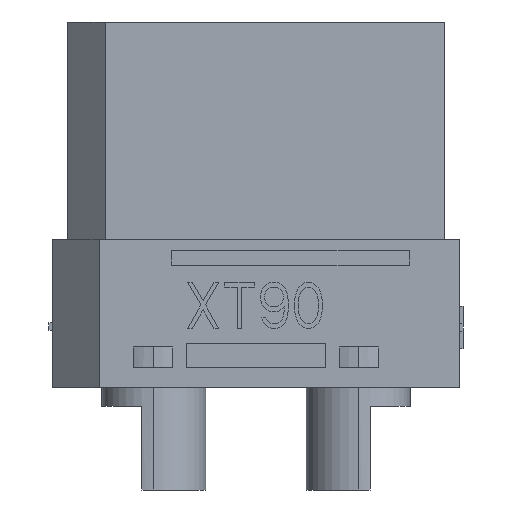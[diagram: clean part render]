
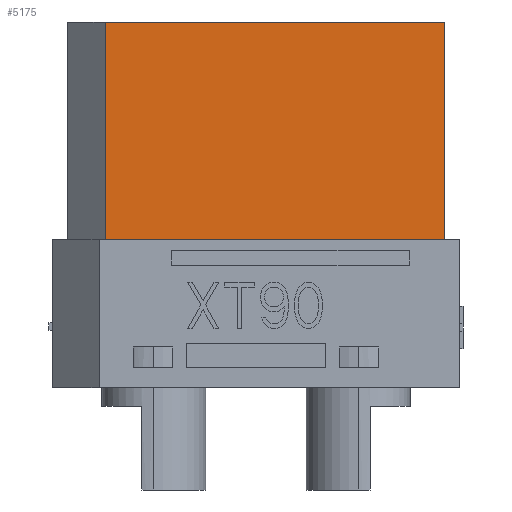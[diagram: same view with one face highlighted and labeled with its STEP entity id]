
A CAD part, left-side view. The second image highlights one B-rep face of the part: STEP entity #5175.
In plain terms, the highlighted planar face has unit normal (-1, 0, 0).
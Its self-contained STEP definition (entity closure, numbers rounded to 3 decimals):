
#31 = EDGE_CURVE ( 'NONE', #3299, #2326, #7794, .T. ) ;
#64 = VERTEX_POINT ( 'NONE', #721 ) ;
#120 = DIRECTION ( 'NONE',  ( 0., -1., 0. ) ) ;
#206 = ORIENTED_EDGE ( 'NONE', *, *, #1379, .F. ) ;
#368 = ORIENTED_EDGE ( 'NONE', *, *, #31, .F. ) ;
#721 = CARTESIAN_POINT ( 'NONE',  ( -4.2, -10.15, 19.7 ) ) ;
#744 = VECTOR ( 'NONE', #120, 1000. ) ;
#1105 = LINE ( 'NONE', #3115, #2796 ) ;
#1332 = EDGE_CURVE ( 'NONE', #2326, #64, #8443, .T. ) ;
#1379 = EDGE_CURVE ( 'NONE', #64, #2379, #2615, .T. ) ;
#2014 = DIRECTION ( 'NONE',  ( 0., 0., 1. ) ) ;
#2069 = EDGE_CURVE ( 'NONE', #2379, #3299, #1105, .T. ) ;
#2303 = DIRECTION ( 'NONE',  ( 0., 0., -1. ) ) ;
#2326 = VERTEX_POINT ( 'NONE', #3009 ) ;
#2353 = ORIENTED_EDGE ( 'NONE', *, *, #1332, .F. ) ;
#2379 = VERTEX_POINT ( 'NONE', #8254 ) ;
#2434 = FACE_OUTER_BOUND ( 'NONE', #5056, .T. ) ;
#2456 = ORIENTED_EDGE ( 'NONE', *, *, #2069, .F. ) ;
#2571 = CARTESIAN_POINT ( 'NONE',  ( -4.2, -10.15, 19.7 ) ) ;
#2615 = LINE ( 'NONE', #4009, #4146 ) ;
#2796 = VECTOR ( 'NONE', #3716, 1000. ) ;
#3009 = CARTESIAN_POINT ( 'NONE',  ( -4.2, 8.119, 19.7 ) ) ;
#3115 = CARTESIAN_POINT ( 'NONE',  ( -4.2, -10.15, 8. ) ) ;
#3171 = CARTESIAN_POINT ( 'NONE',  ( -4.2, 8.119, 8. ) ) ;
#3299 = VERTEX_POINT ( 'NONE', #3171 ) ;
#3381 = DIRECTION ( 'NONE',  ( 0., 0., -1. ) ) ;
#3634 = AXIS2_PLACEMENT_3D ( 'NONE', #6204, #5602, #2303 ) ;
#3716 = DIRECTION ( 'NONE',  ( 0., 1., 0. ) ) ;
#4009 = CARTESIAN_POINT ( 'NONE',  ( -4.2, -10.15, 19.7 ) ) ;
#4146 = VECTOR ( 'NONE', #3381, 1000. ) ;
#5056 = EDGE_LOOP ( 'NONE', ( #2456, #206, #2353, #368 ) ) ;
#5175 = ADVANCED_FACE ( 'NONE', ( #2434 ), #6925, .F. ) ;
#5602 = DIRECTION ( 'NONE',  ( 1., 0., 0. ) ) ;
#5960 = CARTESIAN_POINT ( 'NONE',  ( -4.2, 8.119, 19.7 ) ) ;
#6204 = CARTESIAN_POINT ( 'NONE',  ( -4.2, -10.15, 19.7 ) ) ;
#6925 = PLANE ( 'NONE',  #3634 ) ;
#7794 = LINE ( 'NONE', #5960, #8452 ) ;
#8254 = CARTESIAN_POINT ( 'NONE',  ( -4.2, -10.15, 8. ) ) ;
#8443 = LINE ( 'NONE', #2571, #744 ) ;
#8452 = VECTOR ( 'NONE', #2014, 1000. ) ;
